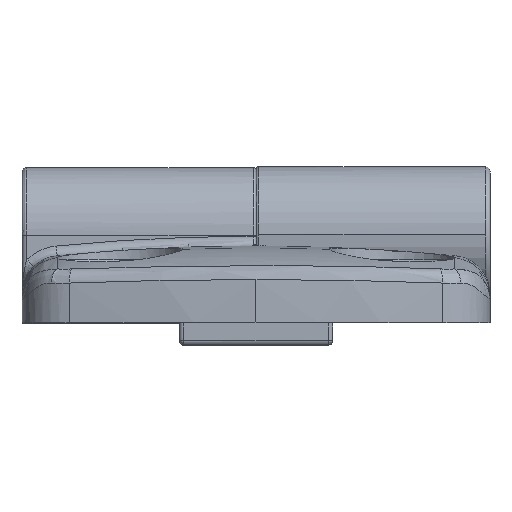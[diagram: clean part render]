
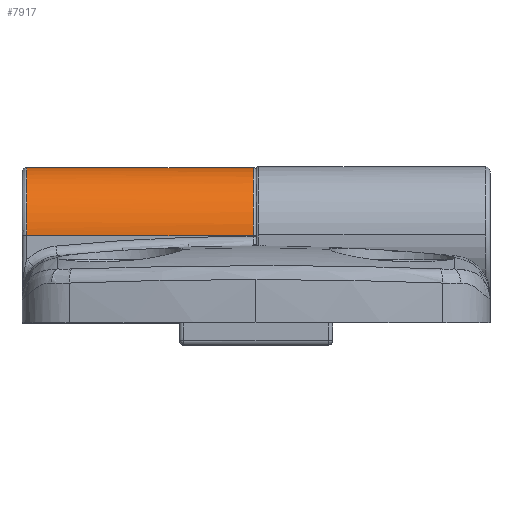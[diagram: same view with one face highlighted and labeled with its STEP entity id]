
A CAD part, top view. The second image highlights one B-rep face of the part: STEP entity #7917.
In plain terms, the highlighted cylindrical face has radius 7 mm (diameter 14 mm), a partial arc.
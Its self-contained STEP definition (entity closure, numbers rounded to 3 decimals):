
#157 = CARTESIAN_POINT ( 'NONE',  ( -23.5, 15.681, 1.832 ) ) ;
#158 = B_SPLINE_CURVE_WITH_KNOTS ( 'NONE', 3,
 ( #4511, #9090, #13538, #3234, #7823, #12389, #2088, #6707, #976, #3772, #157, #9398, #5047, #3618, #14070, #8280, #4910, #3699 ),
 .UNSPECIFIED., .F., .F.,
 ( 4, 2, 2, 2, 2, 2, 2, 2, 4 ),
 ( 0., 0.125, 0.25, 0.375, 0.5, 0.625, 0.75, 0.875, 1. ),
 .UNSPECIFIED. ) ;
#383 = CARTESIAN_POINT ( 'NONE',  ( -24., 8.863, -7. ) ) ;
#627 = ORIENTED_EDGE ( 'NONE', *, *, #1457, .T. ) ;
#976 = CARTESIAN_POINT ( 'NONE',  ( -23.5, 15.863, -0.916 ) ) ;
#1326 = CARTESIAN_POINT ( 'NONE',  ( -0.3, 8.863, -7. ) ) ;
#1457 = EDGE_CURVE ( 'NONE', #14620, #5596, #12651, .T. ) ;
#2088 = CARTESIAN_POINT ( 'NONE',  ( -23.5, 14.979, -3.525 ) ) ;
#2249 = DIRECTION ( 'NONE',  ( 1., 0., 0. ) ) ;
#2279 = EDGE_CURVE ( 'NONE', #13010, #5596, #6102, .T. ) ;
#3234 = CARTESIAN_POINT ( 'NONE',  ( -23.5, 12.388, -6.117 ) ) ;
#3618 = CARTESIAN_POINT ( 'NONE',  ( -23.5, 13.165, 5.598 ) ) ;
#3699 = CARTESIAN_POINT ( 'NONE',  ( -23.5, 8.863, 7. ) ) ;
#3772 = CARTESIAN_POINT ( 'NONE',  ( -23.5, 15.863, 0.916 ) ) ;
#4036 = DIRECTION ( 'NONE',  ( 1., 0., 0. ) ) ;
#4381 = EDGE_CURVE ( 'NONE', #13010, #5135, #158, .T. ) ;
#4511 = CARTESIAN_POINT ( 'NONE',  ( -23.5, 8.863, -7. ) ) ;
#4910 = CARTESIAN_POINT ( 'NONE',  ( -23.5, 9.779, 7. ) ) ;
#4967 = DIRECTION ( 'NONE',  ( 1., 0., 0. ) ) ;
#5047 = CARTESIAN_POINT ( 'NONE',  ( -23.5, 14.46, 4.302 ) ) ;
#5110 = DIRECTION ( 'NONE',  ( 0., 0., -1. ) ) ;
#5135 = VERTEX_POINT ( 'NONE', #5522 ) ;
#5522 = CARTESIAN_POINT ( 'NONE',  ( -23.5, 8.863, 7. ) ) ;
#5596 = VERTEX_POINT ( 'NONE', #1326 ) ;
#5870 = VECTOR ( 'NONE', #4967, 1000. ) ;
#6102 = LINE ( 'NONE', #383, #5870 ) ;
#6239 = DIRECTION ( 'NONE',  ( 0., 0., 1. ) ) ;
#6707 = CARTESIAN_POINT ( 'NONE',  ( -23.5, 15.681, -1.832 ) ) ;
#7659 = VECTOR ( 'NONE', #2249, 1000. ) ;
#7823 = CARTESIAN_POINT ( 'NONE',  ( -23.5, 13.165, -5.598 ) ) ;
#7870 = CARTESIAN_POINT ( 'NONE',  ( -23.5, 8.863, -7. ) ) ;
#7917 = ADVANCED_FACE ( 'NONE', ( #14336 ), #14411, .T. ) ;
#8081 = ORIENTED_EDGE ( 'NONE', *, *, #2279, .F. ) ;
#8280 = CARTESIAN_POINT ( 'NONE',  ( -23.5, 10.695, 6.818 ) ) ;
#9090 = CARTESIAN_POINT ( 'NONE',  ( -23.5, 9.779, -7. ) ) ;
#9304 = ORIENTED_EDGE ( 'NONE', *, *, #9718, .T. ) ;
#9398 = CARTESIAN_POINT ( 'NONE',  ( -23.5, 14.979, 3.525 ) ) ;
#9481 = LINE ( 'NONE', #11585, #7659 ) ;
#9714 = CARTESIAN_POINT ( 'NONE',  ( -0.3, 8.863, 7. ) ) ;
#9718 = EDGE_CURVE ( 'NONE', #5135, #14620, #9481, .T. ) ;
#9767 = AXIS2_PLACEMENT_3D ( 'NONE', #12994, #12162, #6239 ) ;
#11563 = EDGE_LOOP ( 'NONE', ( #8081, #12110, #9304, #627 ) ) ;
#11566 = AXIS2_PLACEMENT_3D ( 'NONE', #12006, #4036, #5110 ) ;
#11585 = CARTESIAN_POINT ( 'NONE',  ( -24., 8.863, 7. ) ) ;
#12006 = CARTESIAN_POINT ( 'NONE',  ( -24., 8.863, 0. ) ) ;
#12110 = ORIENTED_EDGE ( 'NONE', *, *, #4381, .T. ) ;
#12162 = DIRECTION ( 'NONE',  ( -1., 0., 0. ) ) ;
#12389 = CARTESIAN_POINT ( 'NONE',  ( -23.5, 14.46, -4.302 ) ) ;
#12651 = CIRCLE ( 'NONE', #9767, 7. ) ;
#12994 = CARTESIAN_POINT ( 'NONE',  ( -0.3, 8.863, 0. ) ) ;
#13010 = VERTEX_POINT ( 'NONE', #7870 ) ;
#13538 = CARTESIAN_POINT ( 'NONE',  ( -23.5, 10.695, -6.818 ) ) ;
#14070 = CARTESIAN_POINT ( 'NONE',  ( -23.5, 12.388, 6.117 ) ) ;
#14336 = FACE_OUTER_BOUND ( 'NONE', #11563, .T. ) ;
#14411 = CYLINDRICAL_SURFACE ( 'NONE', #11566, 7. ) ;
#14620 = VERTEX_POINT ( 'NONE', #9714 ) ;
